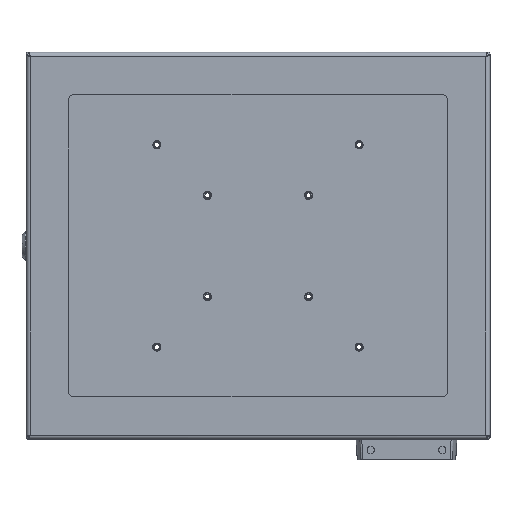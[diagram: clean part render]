
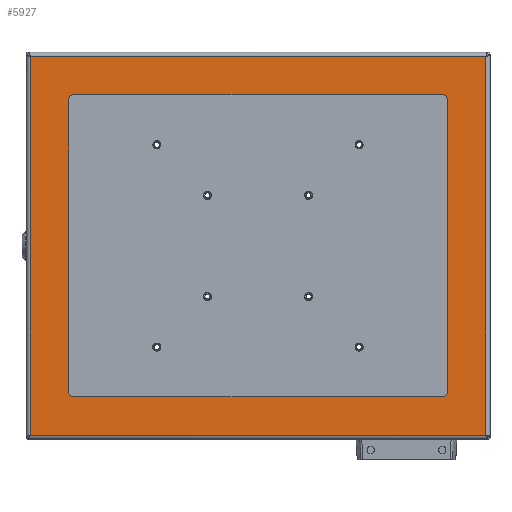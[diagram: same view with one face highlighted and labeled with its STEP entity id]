
A CAD part, top view. The second image highlights one B-rep face of the part: STEP entity #5927.
In plain terms, the highlighted planar face has unit normal (0, 0, 1).
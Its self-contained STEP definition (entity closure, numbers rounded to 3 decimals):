
#586 = CIRCLE ( 'NONE', #17495, 5. ) ;
#619 = EDGE_LOOP ( 'NONE', ( #5723, #18536, #13394, #8021 ) ) ;
#690 = VERTEX_POINT ( 'NONE', #14762 ) ;
#1029 = DIRECTION ( 'NONE',  ( 0., -1., 0. ) ) ;
#1042 = DIRECTION ( 'NONE',  ( 0., 0., 1. ) ) ;
#2271 = CARTESIAN_POINT ( 'NONE',  ( 187.314, 149.25, 100. ) ) ;
#2276 = VERTEX_POINT ( 'NONE', #25829 ) ;
#2396 = CARTESIAN_POINT ( 'NONE',  ( -182.186, -149.25, 100. ) ) ;
#2577 = DIRECTION ( 'NONE',  ( 1., 0., 0. ) ) ;
#2678 = DIRECTION ( 'NONE',  ( 0., 0., -1. ) ) ;
#2685 = EDGE_CURVE ( 'NONE', #20797, #20089, #29417, .T. ) ;
#2766 = CIRCLE ( 'NONE', #28387, 5. ) ;
#3511 = VECTOR ( 'NONE', #19143, 1000. ) ;
#3769 = EDGE_CURVE ( 'NONE', #13068, #22564, #586, .T. ) ;
#3934 = ORIENTED_EDGE ( 'NONE', *, *, #25309, .F. ) ;
#4169 = EDGE_CURVE ( 'NONE', #690, #2276, #20770, .T. ) ;
#5324 = FACE_BOUND ( 'NONE', #15918, .T. ) ;
#5723 = ORIENTED_EDGE ( 'NONE', *, *, #12181, .T. ) ;
#5891 = LINE ( 'NONE', #12744, #28596 ) ;
#5927 = ADVANCED_FACE ( 'NONE', ( #5324, #22653 ), #23445, .T. ) ;
#6916 = VERTEX_POINT ( 'NONE', #21178 ) ;
#7368 = ORIENTED_EDGE ( 'NONE', *, *, #23763, .F. ) ;
#8021 = ORIENTED_EDGE ( 'NONE', *, *, #8754, .T. ) ;
#8099 = LINE ( 'NONE', #16769, #3511 ) ;
#8526 = VECTOR ( 'NONE', #16743, 1000. ) ;
#8754 = EDGE_CURVE ( 'NONE', #6916, #26728, #10026, .T. ) ;
#9785 = CARTESIAN_POINT ( 'NONE',  ( -187.186, -144.25, 100. ) ) ;
#10026 = LINE ( 'NONE', #15946, #14632 ) ;
#11036 = EDGE_CURVE ( 'NONE', #11322, #26185, #17036, .T. ) ;
#11322 = VERTEX_POINT ( 'NONE', #18183 ) ;
#12181 = EDGE_CURVE ( 'NONE', #26728, #11322, #8099, .T. ) ;
#12313 = ORIENTED_EDGE ( 'NONE', *, *, #25867, .F. ) ;
#12744 = CARTESIAN_POINT ( 'NONE',  ( -187.186, -149.25, 100. ) ) ;
#12899 = ORIENTED_EDGE ( 'NONE', *, *, #3769, .T. ) ;
#13068 = VERTEX_POINT ( 'NONE', #15477 ) ;
#13394 = ORIENTED_EDGE ( 'NONE', *, *, #28067, .T. ) ;
#13560 = CARTESIAN_POINT ( 'NONE',  ( -226.479, -187.25, 100. ) ) ;
#13843 = DIRECTION ( 'NONE',  ( 0., 0., -1. ) ) ;
#13903 = CARTESIAN_POINT ( 'NONE',  ( -182.186, 144.25, 100. ) ) ;
#13972 = CARTESIAN_POINT ( 'NONE',  ( 225.314, 187.25, 100. ) ) ;
#14339 = LINE ( 'NONE', #2271, #22069 ) ;
#14527 = EDGE_CURVE ( 'NONE', #13068, #20089, #24129, .T. ) ;
#14632 = VECTOR ( 'NONE', #26950, 1000. ) ;
#14668 = AXIS2_PLACEMENT_3D ( 'NONE', #15821, #13843, #27212 ) ;
#14762 = CARTESIAN_POINT ( 'NONE',  ( -187.186, 144.25, 100. ) ) ;
#15424 = CARTESIAN_POINT ( 'NONE',  ( 182.314, -149.25, 100. ) ) ;
#15477 = CARTESIAN_POINT ( 'NONE',  ( 187.314, -144.25, 100. ) ) ;
#15482 = AXIS2_PLACEMENT_3D ( 'NONE', #19020, #1042, #21628 ) ;
#15558 = VERTEX_POINT ( 'NONE', #9785 ) ;
#15723 = LINE ( 'NONE', #18519, #27065 ) ;
#15821 = CARTESIAN_POINT ( 'NONE',  ( 182.314, 144.25, 100. ) ) ;
#15918 = EDGE_LOOP ( 'NONE', ( #12313, #16233, #7368, #17201, #3934, #27918, #26713, #12899 ) ) ;
#15919 = VERTEX_POINT ( 'NONE', #2396 ) ;
#15946 = CARTESIAN_POINT ( 'NONE',  ( 225.314, -188.543, 100. ) ) ;
#16224 = AXIS2_PLACEMENT_3D ( 'NONE', #13903, #2678, #2577 ) ;
#16233 = ORIENTED_EDGE ( 'NONE', *, *, #17243, .T. ) ;
#16687 = DIRECTION ( 'NONE',  ( 1., 0., 0. ) ) ;
#16743 = DIRECTION ( 'NONE',  ( 0., -1., 0. ) ) ;
#16769 = CARTESIAN_POINT ( 'NONE',  ( 226.607, 187.25, 100. ) ) ;
#16820 = DIRECTION ( 'NONE',  ( 0., 0., -1. ) ) ;
#16930 = CARTESIAN_POINT ( 'NONE',  ( 187.314, -149.25, 100. ) ) ;
#17036 = LINE ( 'NONE', #21543, #8526 ) ;
#17201 = ORIENTED_EDGE ( 'NONE', *, *, #4169, .T. ) ;
#17243 = EDGE_CURVE ( 'NONE', #15919, #15558, #2766, .T. ) ;
#17462 = CARTESIAN_POINT ( 'NONE',  ( 182.314, 149.25, 100. ) ) ;
#17495 = AXIS2_PLACEMENT_3D ( 'NONE', #23402, #25508, #16687 ) ;
#17743 = CARTESIAN_POINT ( 'NONE',  ( -225.186, -187.25, 100. ) ) ;
#18183 = CARTESIAN_POINT ( 'NONE',  ( -225.186, 187.25, 100. ) ) ;
#18203 = DIRECTION ( 'NONE',  ( 1., 0., 0. ) ) ;
#18453 = VECTOR ( 'NONE', #22615, 1000. ) ;
#18519 = CARTESIAN_POINT ( 'NONE',  ( 187.314, -149.25, 100. ) ) ;
#18536 = ORIENTED_EDGE ( 'NONE', *, *, #11036, .T. ) ;
#19020 = CARTESIAN_POINT ( 'NONE',  ( 0.064, 0., 100. ) ) ;
#19143 = DIRECTION ( 'NONE',  ( -1., 0., 0. ) ) ;
#20089 = VERTEX_POINT ( 'NONE', #25288 ) ;
#20770 = CIRCLE ( 'NONE', #16224, 5. ) ;
#20797 = VERTEX_POINT ( 'NONE', #17462 ) ;
#21178 = CARTESIAN_POINT ( 'NONE',  ( 225.314, -187.25, 100. ) ) ;
#21289 = VECTOR ( 'NONE', #26220, 1000. ) ;
#21334 = CARTESIAN_POINT ( 'NONE',  ( -182.186, -144.25, 100. ) ) ;
#21543 = CARTESIAN_POINT ( 'NONE',  ( -225.186, 188.543, 100. ) ) ;
#21628 = DIRECTION ( 'NONE',  ( 1., 0., 0. ) ) ;
#22069 = VECTOR ( 'NONE', #22263, 1000. ) ;
#22263 = DIRECTION ( 'NONE',  ( -1., 0., 0. ) ) ;
#22564 = VERTEX_POINT ( 'NONE', #15424 ) ;
#22615 = DIRECTION ( 'NONE',  ( 1., 0., 0. ) ) ;
#22653 = FACE_OUTER_BOUND ( 'NONE', #619, .T. ) ;
#23402 = CARTESIAN_POINT ( 'NONE',  ( 182.314, -144.25, 100. ) ) ;
#23445 = PLANE ( 'NONE',  #15482 ) ;
#23763 = EDGE_CURVE ( 'NONE', #690, #15558, #5891, .T. ) ;
#24129 = LINE ( 'NONE', #16930, #21289 ) ;
#25288 = CARTESIAN_POINT ( 'NONE',  ( 187.314, 144.25, 100. ) ) ;
#25309 = EDGE_CURVE ( 'NONE', #20797, #2276, #14339, .T. ) ;
#25508 = DIRECTION ( 'NONE',  ( 0., 0., -1. ) ) ;
#25829 = CARTESIAN_POINT ( 'NONE',  ( -182.186, 149.25, 100. ) ) ;
#25867 = EDGE_CURVE ( 'NONE', #15919, #22564, #15723, .T. ) ;
#26021 = DIRECTION ( 'NONE',  ( 1., 0., 0. ) ) ;
#26185 = VERTEX_POINT ( 'NONE', #17743 ) ;
#26220 = DIRECTION ( 'NONE',  ( 0., 1., 0. ) ) ;
#26713 = ORIENTED_EDGE ( 'NONE', *, *, #14527, .F. ) ;
#26728 = VERTEX_POINT ( 'NONE', #13972 ) ;
#26950 = DIRECTION ( 'NONE',  ( 0., 1., 0. ) ) ;
#27065 = VECTOR ( 'NONE', #18203, 1000. ) ;
#27212 = DIRECTION ( 'NONE',  ( 1., 0., 0. ) ) ;
#27918 = ORIENTED_EDGE ( 'NONE', *, *, #2685, .T. ) ;
#28067 = EDGE_CURVE ( 'NONE', #26185, #6916, #29444, .T. ) ;
#28387 = AXIS2_PLACEMENT_3D ( 'NONE', #21334, #16820, #26021 ) ;
#28596 = VECTOR ( 'NONE', #1029, 1000. ) ;
#29417 = CIRCLE ( 'NONE', #14668, 5. ) ;
#29444 = LINE ( 'NONE', #13560, #18453 ) ;
